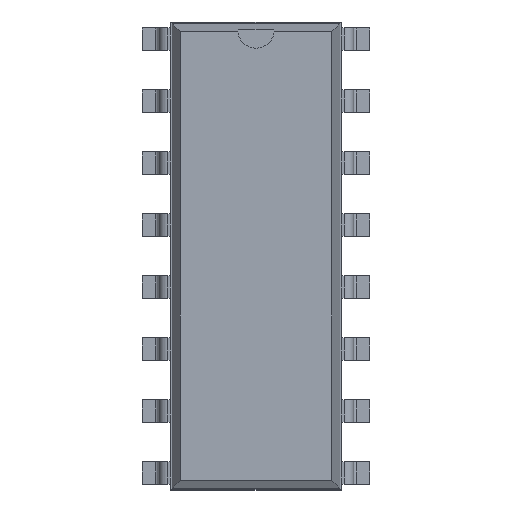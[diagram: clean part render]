
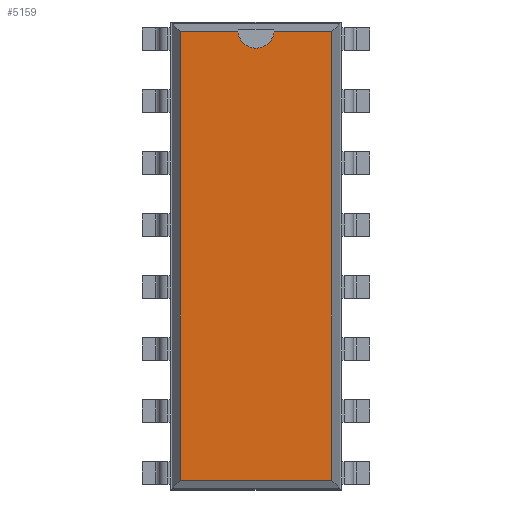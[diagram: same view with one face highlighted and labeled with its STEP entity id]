
A CAD part, top view. The second image highlights one B-rep face of the part: STEP entity #5159.
In plain terms, the highlighted planar face has unit normal (0, 0, 1).
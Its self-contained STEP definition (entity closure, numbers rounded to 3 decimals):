
#26=VECTOR('',#27,1.);
#27=DIRECTION('',(0.,1.,0.));
#33=VECTOR('',#34,1.);
#34=DIRECTION('',(-1.,0.,0.));
#40=VECTOR('',#41,1.);
#41=DIRECTION('',(0.,-1.,0.));
#45=VECTOR('',#46,1.);
#46=DIRECTION('',(1.,0.,0.));
#49=DIRECTION('',(0.,0.,-1.));
#1054=DIRECTION('',(0.,0.,-1.));
#3477=VERTEX_POINT('',#3478);
#3478=CARTESIAN_POINT('',(3.101,9.19,3.68));
#3480=ORIENTED_EDGE('',*,*,#3481,.F.);
#3481=EDGE_CURVE('',#3482,#3477,#3484,.T.);
#3482=VERTEX_POINT('',#3483);
#3483=CARTESIAN_POINT('',(3.101,-9.19,3.68));
#3484=LINE('',#3483,#26);
#4286=VERTEX_POINT('',#4287);
#4287=CARTESIAN_POINT('',(-3.101,9.19,3.68));
#4289=ORIENTED_EDGE('',*,*,#4290,.F.);
#4290=EDGE_CURVE('',#4291,#4286,#4293,.T.);
#4291=VERTEX_POINT('',#4292);
#4292=CARTESIAN_POINT('',(-0.746,9.19,3.68));
#4293=LINE('',#3478,#33);
#4312=VERTEX_POINT('',#4313);
#4313=CARTESIAN_POINT('',(0.746,9.19,3.68));
#4319=ORIENTED_EDGE('',*,*,#4320,.F.);
#4320=EDGE_CURVE('',#3477,#4312,#4293,.T.);
#4352=VERTEX_POINT('',#4353);
#4353=CARTESIAN_POINT('',(-3.101,-9.19,3.68));
#4355=ORIENTED_EDGE('',*,*,#4356,.F.);
#4356=EDGE_CURVE('',#4286,#4352,#4357,.T.);
#4357=LINE('',#4287,#40);
#5154=ORIENTED_EDGE('',*,*,#5155,.F.);
#5155=EDGE_CURVE('',#4352,#3482,#5156,.T.);
#5156=LINE('',#4353,#45);
#5159=ADVANCED_FACE('',(#5160),#5171,.F.);
#5160=FACE_BOUND('',#5161,.F.);
#5161=EDGE_LOOP('',(#3480,#5154,#4355,#4289,#5162,#5169,#4319));
#5162=ORIENTED_EDGE('',*,*,#5163,.F.);
#5163=EDGE_CURVE('',#5164,#4291,#5166,.T.);
#5164=VERTEX_POINT('',#5165);
#5165=CARTESIAN_POINT('',(0.,8.515,3.68));
#5166=CIRCLE('',#5167,0.75);
#5167=AXIS2_PLACEMENT_3D('',#5168,#1054,#41);
#5168=CARTESIAN_POINT('',(0.,9.265,3.68));
#5169=ORIENTED_EDGE('',*,*,#5170,.F.);
#5170=EDGE_CURVE('',#4312,#5164,#5166,.T.);
#5171=PLANE('',#5172);
#5172=AXIS2_PLACEMENT_3D('',#3483,#49,#5173);
#5173=DIRECTION('',(-0.32,0.948,0.));
